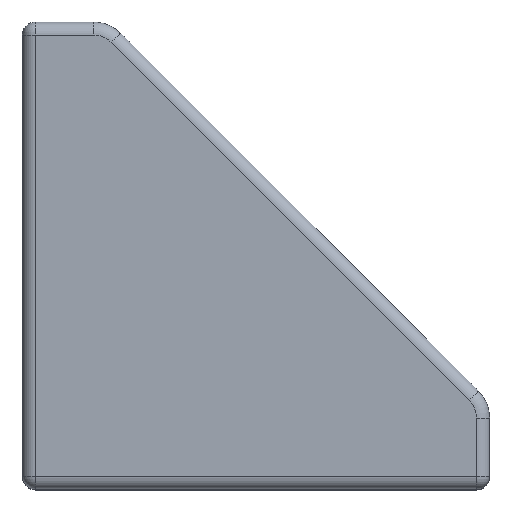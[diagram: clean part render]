
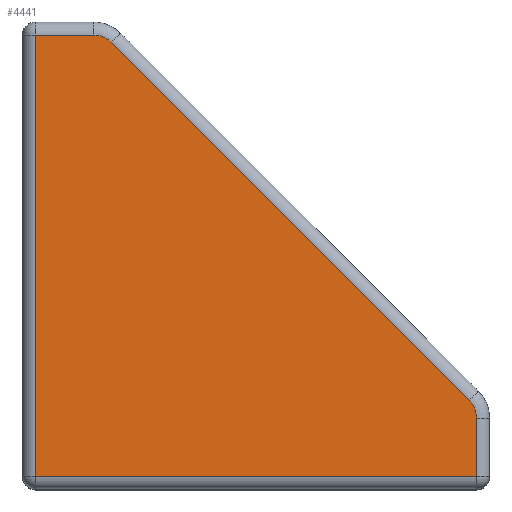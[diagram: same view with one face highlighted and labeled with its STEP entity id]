
A CAD part, top view. The second image highlights one B-rep face of the part: STEP entity #4441.
In plain terms, the highlighted planar face has unit normal (0, 0, 1).
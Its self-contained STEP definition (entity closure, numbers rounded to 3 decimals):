
#80 = LINE ( 'NONE', #4027, #3616 ) ;
#459 = EDGE_CURVE ( 'NONE', #4905, #8945, #3359, .T. ) ;
#485 = EDGE_LOOP ( 'NONE', ( #6135, #7402, #9150, #2907, #6872, #8056, #4803 ) ) ;
#515 = EDGE_CURVE ( 'NONE', #5471, #2967, #6922, .T. ) ;
#649 = LINE ( 'NONE', #8000, #4180 ) ;
#776 = DIRECTION ( 'NONE',  ( 1., 0., 0. ) ) ;
#791 = CARTESIAN_POINT ( 'NONE',  ( 6.55, 41.8, 43. ) ) ;
#1028 = DIRECTION ( 'NONE',  ( 1., 0., 0. ) ) ;
#1269 = VECTOR ( 'NONE', #8172, 1000. ) ;
#1339 = CARTESIAN_POINT ( 'NONE',  ( 41.8, 6.55, 43. ) ) ;
#1844 = LINE ( 'NONE', #8663, #3734 ) ;
#2776 = EDGE_CURVE ( 'NONE', #7549, #6068, #80, .T. ) ;
#2907 = ORIENTED_EDGE ( 'NONE', *, *, #459, .T. ) ;
#2967 = VERTEX_POINT ( 'NONE', #5129 ) ;
#3359 = CIRCLE ( 'NONE', #8190, 2.3 ) ;
#3383 = AXIS2_PLACEMENT_3D ( 'NONE', #7136, #5005, #776 ) ;
#3549 = FACE_OUTER_BOUND ( 'NONE', #485, .T. ) ;
#3603 = CARTESIAN_POINT ( 'NONE',  ( 6.55, 39.5, 43. ) ) ;
#3616 = VECTOR ( 'NONE', #7577, 1000. ) ;
#3677 = DIRECTION ( 'NONE',  ( 0., -1., 0. ) ) ;
#3734 = VECTOR ( 'NONE', #3677, 1000. ) ;
#4027 = CARTESIAN_POINT ( 'NONE',  ( 0., 41.8, 43. ) ) ;
#4166 = VECTOR ( 'NONE', #7340, 1000. ) ;
#4180 = VECTOR ( 'NONE', #4443, 1000. ) ;
#4309 = PLANE ( 'NONE',  #3383 ) ;
#4314 = CARTESIAN_POINT ( 'NONE',  ( 41.126, 8.177, 43. ) ) ;
#4323 = DIRECTION ( 'NONE',  ( 1., 0., 0. ) ) ;
#4441 = ADVANCED_FACE ( 'NONE', ( #3549 ), #4309, .T. ) ;
#4443 = DIRECTION ( 'NONE',  ( 0., 1., 0. ) ) ;
#4621 = CARTESIAN_POINT ( 'NONE',  ( 43., 1.2, 43. ) ) ;
#4803 = ORIENTED_EDGE ( 'NONE', *, *, #2776, .T. ) ;
#4905 = VERTEX_POINT ( 'NONE', #1339 ) ;
#5005 = DIRECTION ( 'NONE',  ( 0., 0., 1. ) ) ;
#5010 = EDGE_CURVE ( 'NONE', #8404, #7549, #7542, .T. ) ;
#5129 = CARTESIAN_POINT ( 'NONE',  ( 41.8, 1.2, 43. ) ) ;
#5266 = DIRECTION ( 'NONE',  ( 0., 0., 1. ) ) ;
#5453 = CARTESIAN_POINT ( 'NONE',  ( 1.2, 41.8, 43. ) ) ;
#5471 = VERTEX_POINT ( 'NONE', #6526 ) ;
#5548 = EDGE_CURVE ( 'NONE', #2967, #4905, #649, .T. ) ;
#5992 = CARTESIAN_POINT ( 'NONE',  ( 39.5, 6.55, 43. ) ) ;
#5998 = CARTESIAN_POINT ( 'NONE',  ( 8.177, 41.126, 43. ) ) ;
#6068 = VERTEX_POINT ( 'NONE', #5453 ) ;
#6135 = ORIENTED_EDGE ( 'NONE', *, *, #6277, .T. ) ;
#6277 = EDGE_CURVE ( 'NONE', #6068, #5471, #1844, .T. ) ;
#6526 = CARTESIAN_POINT ( 'NONE',  ( 1.2, 1.2, 43. ) ) ;
#6560 = AXIS2_PLACEMENT_3D ( 'NONE', #3603, #8584, #4323 ) ;
#6818 = EDGE_CURVE ( 'NONE', #8945, #8404, #7967, .T. ) ;
#6872 = ORIENTED_EDGE ( 'NONE', *, *, #6818, .T. ) ;
#6922 = LINE ( 'NONE', #4621, #1269 ) ;
#7136 = CARTESIAN_POINT ( 'NONE',  ( 43., 0., 43. ) ) ;
#7340 = DIRECTION ( 'NONE',  ( -0.707, 0.707, 0. ) ) ;
#7402 = ORIENTED_EDGE ( 'NONE', *, *, #515, .T. ) ;
#7542 = CIRCLE ( 'NONE', #6560, 2.3 ) ;
#7549 = VERTEX_POINT ( 'NONE', #791 ) ;
#7577 = DIRECTION ( 'NONE',  ( -1., 0., 0. ) ) ;
#7752 = CARTESIAN_POINT ( 'NONE',  ( 8.177, 41.126, 43. ) ) ;
#7967 = LINE ( 'NONE', #5998, #4166 ) ;
#8000 = CARTESIAN_POINT ( 'NONE',  ( 41.8, 6.55, 43. ) ) ;
#8056 = ORIENTED_EDGE ( 'NONE', *, *, #5010, .T. ) ;
#8172 = DIRECTION ( 'NONE',  ( 1., 0., 0. ) ) ;
#8190 = AXIS2_PLACEMENT_3D ( 'NONE', #5992, #5266, #1028 ) ;
#8404 = VERTEX_POINT ( 'NONE', #7752 ) ;
#8584 = DIRECTION ( 'NONE',  ( 0., 0., 1. ) ) ;
#8663 = CARTESIAN_POINT ( 'NONE',  ( 1.2, 0., 43. ) ) ;
#8945 = VERTEX_POINT ( 'NONE', #4314 ) ;
#9150 = ORIENTED_EDGE ( 'NONE', *, *, #5548, .T. ) ;
